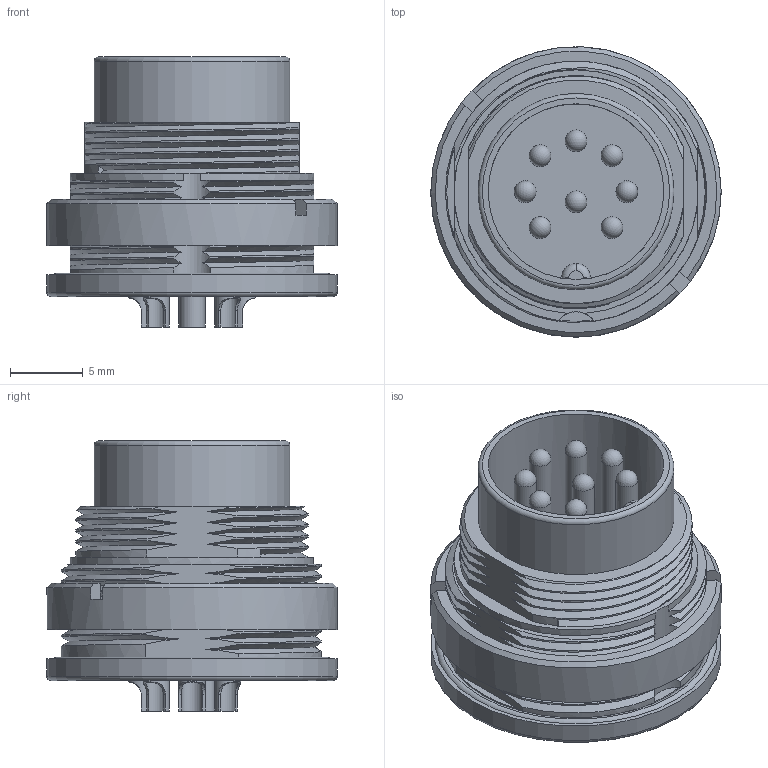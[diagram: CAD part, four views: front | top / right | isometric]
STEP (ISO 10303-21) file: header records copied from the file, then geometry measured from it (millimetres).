
FILE_DESCRIPTION (( 'STEP AP203' ), '1' );
FILE_NAME ('FDWZ81-L M18 T900.STEP', '2024-08-27T06:28:30', ( '' ), ( '' ), 'SwSTEP 2.0', 'SolidWorks 2017', '' );
FILE_SCHEMA (( 'CONFIG_CONTROL_DESIGN' ));
Length unit declared in the file: millimetre
Products named in the file (1): FDWZ81-L M18 T900
Bounding box: 20 x 20 x 18.6 mm (x, y, z)
Volume: 2427.8 mm3; surface area: 3649.9 mm2
Topology: 2 solids, 2 shells, 249 faces, 731 edges, 465 vertices
Faces by surface type: cylinder 79, plane 79, bspline 69, torus 10, sphere 8, cone 4
Full cylindrical faces by diameter (mm): 1.4 x8, 1.5 x8, 1.8 x8, 12.1 x1, 13.5 x1, 15 x1, 15.1 x1, 17.8 x1, 18 x1, 19.4 x1, 20 x2
Entity records: 24424 total; most frequent: CARTESIAN_POINT 19065, ORIENTED_EDGE 1272, DIRECTION 832, EDGE_CURVE 636, VERTEX_POINT 431, EDGE_LOOP 319, AXIS2_PLACEMENT_3D 311, FACE_OUTER_BOUND 286
